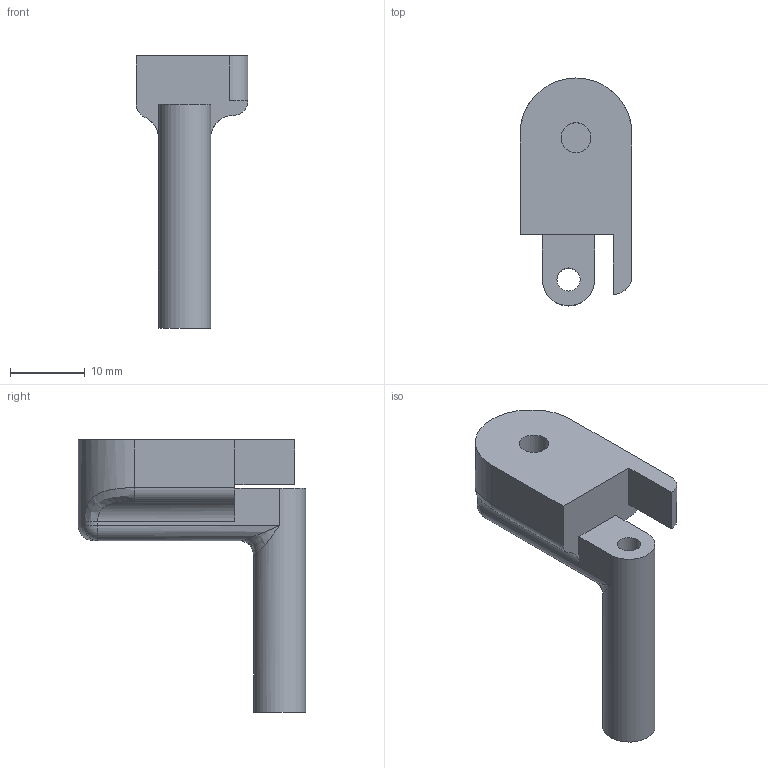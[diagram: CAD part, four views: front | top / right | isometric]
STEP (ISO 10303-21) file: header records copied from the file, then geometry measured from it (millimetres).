
FILE_DESCRIPTION(/* description */ (''),/* implementation_level */ '2;1');
FILE_NAME(/* name */ 'idler_pulley_mount.step',/* time_stamp */ '2021-11-13T00:44:56+01:00',/* author */ (''),/* organization */ (''),/* preprocessor_version */ 'ST-DEVELOPER v18.1',/* originating_system */ 'Autodesk Translation Framework v10.10.0.1391',/* authorisation */ '');
FILE_SCHEMA (('AUTOMOTIVE_DESIGN { 1 0 10303 214 3 1 1 }'));
Length unit declared in the file: millimetre
Products named in the file (1): Idler mount
Bounding box: 15 x 30.5 x 36.5 mm (x, y, z)
Volume: 4231.8 mm3; surface area: 2517.6 mm2
Topology: 1 solids, 1 shells, 33 faces, 76 edges, 44 vertices
Faces by surface type: cylinder 13, plane 12, bspline 4, torus 2, sphere 2
Full cylindrical faces by diameter (mm): 3.1 x1, 4 x1, 7 x1
Entity records: 1172 total; most frequent: CARTESIAN_POINT 406, DIRECTION 155, ORIENTED_EDGE 148, EDGE_CURVE 74, AXIS2_PLACEMENT_3D 59, VERTEX_POINT 44, LINE 37, VECTOR 37
